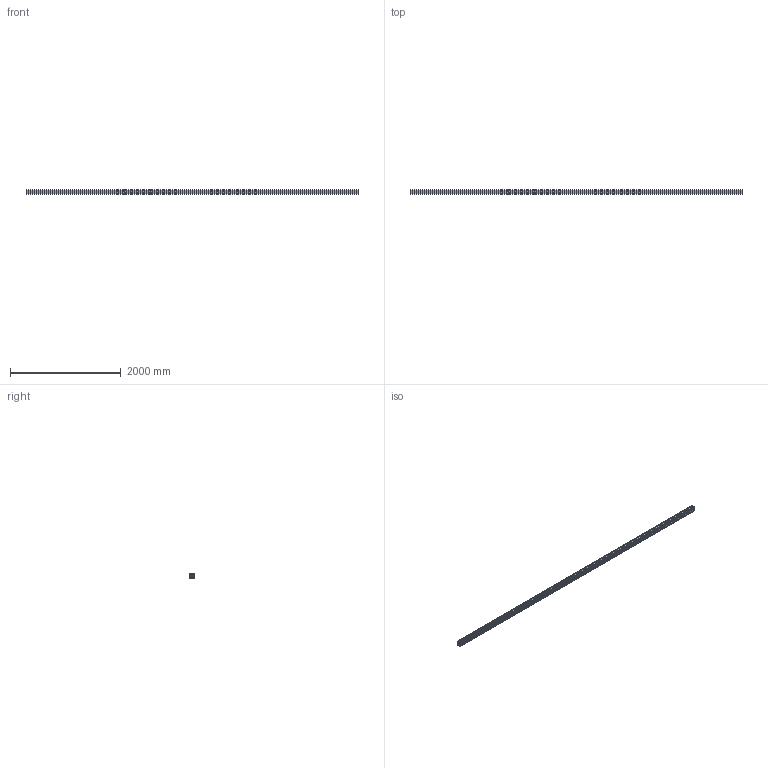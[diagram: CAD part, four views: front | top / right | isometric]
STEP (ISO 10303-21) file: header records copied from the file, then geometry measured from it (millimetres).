
FILE_DESCRIPTION (( 'STEP AP214' ), '1' );
FILE_NAME ('202091_Profil 8 80x80.STEP', '2019-02-06T10:26:41', ( '' ), ( '' ), 'SwSTEP 2.0', 'SolidWorks 2017', '' );
FILE_SCHEMA (( 'AUTOMOTIVE_DESIGN' ));
Length unit declared in the file: millimetre
Products named in the file (1): 202091_Profil 8 80x80
Bounding box: 6000 x 80 x 80 mm (x, y, z)
Volume: 16119098.4 mm3; surface area: 5461310.1 mm2
Topology: 1 solids, 1 shells, 183 faces, 543 edges, 362 vertices
Faces by surface type: cylinder 109, plane 74
Entity records: 6269 total; most frequent: DIRECTION 1129, CARTESIAN_POINT 1089, ORIENTED_EDGE 1086, EDGE_CURVE 543, AXIS2_PLACEMENT_3D 402, VERTEX_POINT 362, VECTOR 325, LINE 325
